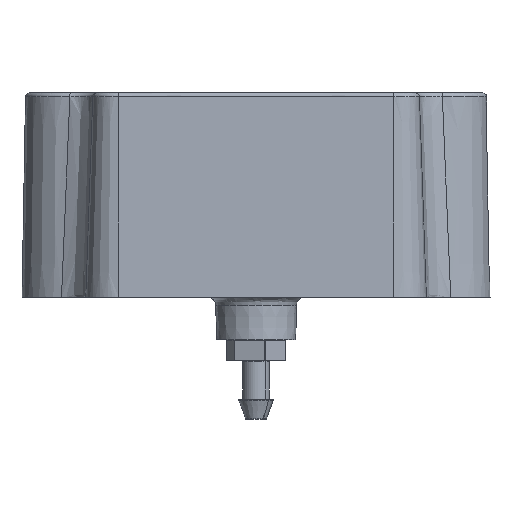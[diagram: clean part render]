
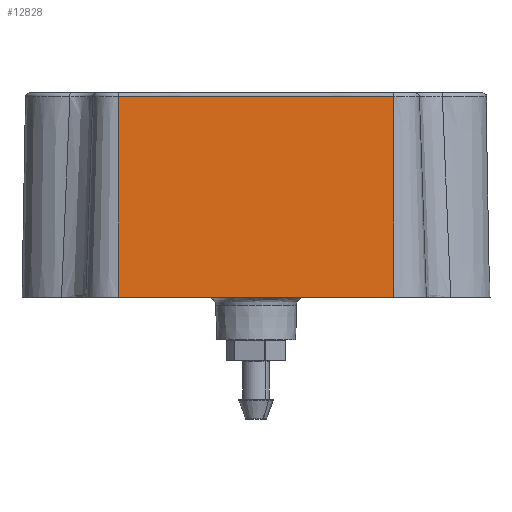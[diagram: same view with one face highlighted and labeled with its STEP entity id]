
A CAD part, front view. The second image highlights one B-rep face of the part: STEP entity #12828.
In plain terms, the highlighted planar face has unit normal (0, -0.999, 0.035).
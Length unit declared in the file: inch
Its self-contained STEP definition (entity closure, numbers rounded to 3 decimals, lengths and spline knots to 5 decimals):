
#881 = CARTESIAN_POINT ( 'NONE',  ( 1.63554, 1.15859, 0.89035 ) ) ;
#1309 = VERTEX_POINT ( 'NONE', #11300 ) ;
#1454 = CARTESIAN_POINT ( 'NONE',  ( 2.28611, 1.15859, 0.89035 ) ) ;
#1556 = CARTESIAN_POINT ( 'NONE',  ( 1.40617, 1.14217, 0.42 ) ) ;
#2133 = VECTOR ( 'NONE', #6348, 39.37008 ) ;
#2254 = PLANE ( 'NONE',  #13125 ) ;
#2870 = LINE ( 'NONE', #1556, #2133 ) ;
#3037 = EDGE_CURVE ( 'NONE', #1309, #5220, #12195, .T. ) ;
#3199 = EDGE_LOOP ( 'NONE', ( #13915, #12414, #4122, #6481 ) ) ;
#4122 = ORIENTED_EDGE ( 'NONE', *, *, #3037, .F. ) ;
#5220 = VERTEX_POINT ( 'NONE', #6880 ) ;
#5486 = CARTESIAN_POINT ( 'NONE',  ( 1.63942, 1.15859, 0.89035 ) ) ;
#5567 = VECTOR ( 'NONE', #6849, 39.37008 ) ;
#6234 = CARTESIAN_POINT ( 'NONE',  ( 2.28591, 1.14217, 0.42 ) ) ;
#6348 = DIRECTION ( 'NONE',  ( 1., 0., 0. ) ) ;
#6481 = ORIENTED_EDGE ( 'NONE', *, *, #9427, .T. ) ;
#6849 = DIRECTION ( 'NONE',  ( 0., -0.035, -0.999 ) ) ;
#6880 = CARTESIAN_POINT ( 'NONE',  ( 2.28591, 1.14217, 0.42 ) ) ;
#7048 = DIRECTION ( 'NONE',  ( 0., -0.035, -0.999 ) ) ;
#7542 = VECTOR ( 'NONE', #10729, 39.37008 ) ;
#8629 = VERTEX_POINT ( 'NONE', #11900 ) ;
#9427 = EDGE_CURVE ( 'NONE', #1309, #11648, #11732, .T. ) ;
#9512 = CARTESIAN_POINT ( 'NONE',  ( 1.63942, 1.15859, 0.89035 ) ) ;
#10133 = EDGE_CURVE ( 'NONE', #11648, #8629, #11682, .T. ) ;
#10729 = DIRECTION ( 'NONE',  ( -1., 0., 0. ) ) ;
#11300 = CARTESIAN_POINT ( 'NONE',  ( 2.28611, 1.15859, 0.89035 ) ) ;
#11648 = VERTEX_POINT ( 'NONE', #5486 ) ;
#11682 = LINE ( 'NONE', #9512, #5567 ) ;
#11732 = LINE ( 'NONE', #881, #7542 ) ;
#11900 = CARTESIAN_POINT ( 'NONE',  ( 1.63963, 1.14217, 0.42 ) ) ;
#12195 = B_SPLINE_CURVE_WITH_KNOTS ( 'NONE', 1,
 ( #1454, #6234 ),
 .UNSPECIFIED., .F., .F.,
 ( 2, 2 ),
 ( 0., 1. ),
 .UNSPECIFIED. ) ;
#12414 = ORIENTED_EDGE ( 'NONE', *, *, #13231, .T. ) ;
#12828 = ADVANCED_FACE ( 'NONE', ( #14975 ), #2254, .T. ) ;
#13125 = AXIS2_PLACEMENT_3D ( 'NONE', #13883, #15424, #7048 ) ;
#13231 = EDGE_CURVE ( 'NONE', #8629, #5220, #2870, .T. ) ;
#13883 = CARTESIAN_POINT ( 'NONE',  ( 1.63554, 1.15859, 0.89035 ) ) ;
#13915 = ORIENTED_EDGE ( 'NONE', *, *, #10133, .T. ) ;
#14975 = FACE_OUTER_BOUND ( 'NONE', #3199, .T. ) ;
#15424 = DIRECTION ( 'NONE',  ( 0., -0.999, 0.035 ) ) ;
